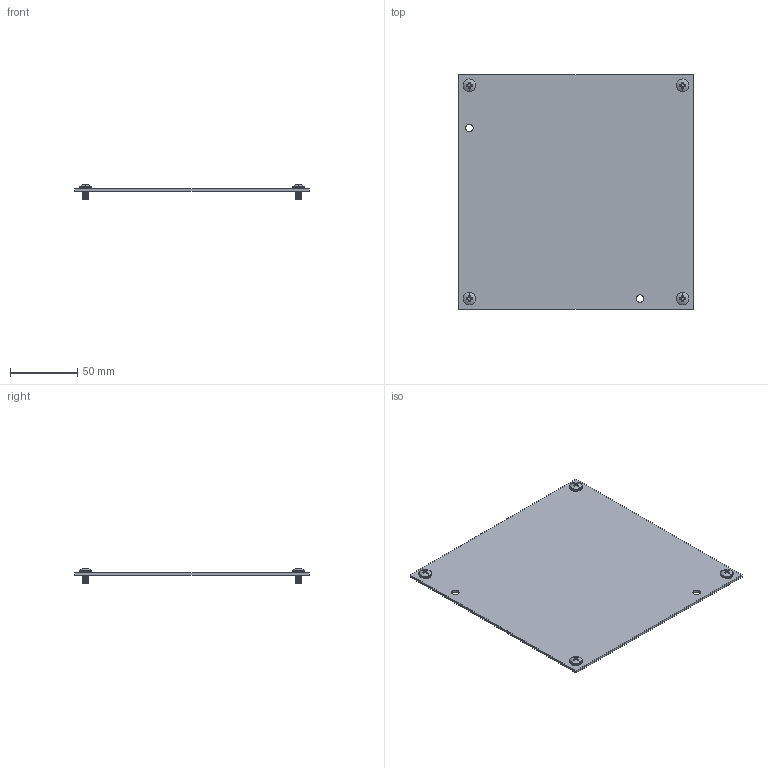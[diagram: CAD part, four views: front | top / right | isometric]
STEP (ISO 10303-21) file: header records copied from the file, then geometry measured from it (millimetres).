
FILE_DESCRIPTION((''),'2;1');
FILE_NAME('SBP88_ASM','2017-01-10T',('wtidwell'),(''),'CREO PARAMETRIC BY PTC INC, 2016050','CREO PARAMETRIC BY PTC INC, 2016050','');
FILE_SCHEMA(('CONFIG_CONTROL_DESIGN'));
Length unit declared in the file: inch
Products named in the file (3): 9912584-84-00; 9912518-82-10; SBP88_ASM
Assembly tree (5 placements, depth 2):
  SBP88_ASM
    9912584-84-00
    9912518-82-10  x4
Bounding box: 174.75 x 174.75 x 11.25 mm (x, y, z)
Volume: 58570.4 mm3; surface area: 63786.2 mm2
Topology: 5 solids, 5 shells, 434 faces, 1316 edges, 896 vertices
Faces by surface type: cylinder 272, plane 90, cone 36, torus 16, bspline 12, sphere 8
Entity records: 9525 total; most frequent: CARTESIAN_POINT 6170, ORIENTED_EDGE 766, DIRECTION 570, EDGE_CURVE 383, VERTEX_POINT 260, AXIS2_PLACEMENT_3D 213, B_SPLINE_CURVE_WITH_KNOTS 159, VECTOR 144
